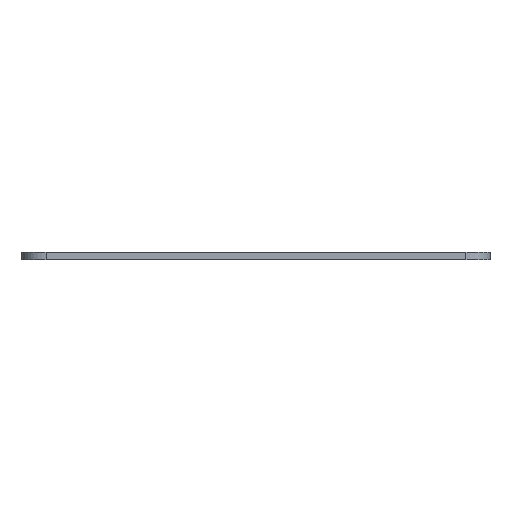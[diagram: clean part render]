
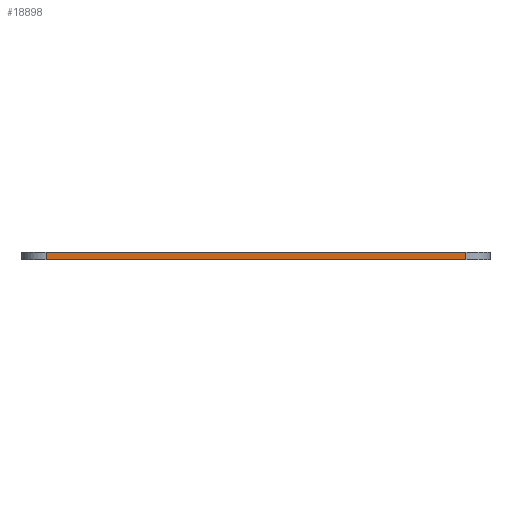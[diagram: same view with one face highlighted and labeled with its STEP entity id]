
A CAD part, front view. The second image highlights one B-rep face of the part: STEP entity #18898.
In plain terms, the highlighted planar face has unit normal (0, -1, 0).
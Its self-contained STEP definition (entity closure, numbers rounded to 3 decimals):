
#3215=FACE_OUTER_BOUND('',#4325,.T.);
#4325=EDGE_LOOP('',(#17582,#17583,#17584,#17585));
#4480=LINE('',#23506,#5918);
#5545=LINE('',#35442,#6983);
#5626=LINE('',#35739,#7064);
#5627=LINE('',#35742,#7065);
#5918=VECTOR('',#19671,10.);
#6983=VECTOR('',#21274,10.);
#7064=VECTOR('',#21509,10.);
#7065=VECTOR('',#21514,10.);
#7387=VERTEX_POINT('',#23503);
#7388=VERTEX_POINT('',#23505);
#8949=VERTEX_POINT('',#35439);
#8950=VERTEX_POINT('',#35441);
#9366=EDGE_CURVE('',#7387,#7388,#4480,.T.);
#11634=EDGE_CURVE('',#8949,#8950,#5545,.T.);
#11784=EDGE_CURVE('',#8950,#7387,#5626,.T.);
#11785=EDGE_CURVE('',#7388,#8949,#5627,.T.);
#17582=ORIENTED_EDGE('',*,*,#11784,.F.);
#17583=ORIENTED_EDGE('',*,*,#11634,.F.);
#17584=ORIENTED_EDGE('',*,*,#11785,.F.);
#17585=ORIENTED_EDGE('',*,*,#9366,.F.);
#17893=PLANE('',#19436);
#18898=ADVANCED_FACE('',(#3215),#17893,.T.);
#19436=AXIS2_PLACEMENT_3D('',#36015,#21923,#21924);
#19671=DIRECTION('',(1.,0.,0.));
#21274=DIRECTION('',(-1.,0.,0.));
#21509=DIRECTION('',(0.,0.,1.));
#21514=DIRECTION('',(0.,0.,-1.));
#21923=DIRECTION('center_axis',(0.,-1.,0.));
#21924=DIRECTION('ref_axis',(1.,0.,0.));
#23503=CARTESIAN_POINT('',(98.71,-156.555,1.5));
#23505=CARTESIAN_POINT('',(186.135,-156.555,1.5));
#23506=CARTESIAN_POINT('',(191.135,-156.555,1.5));
#35439=CARTESIAN_POINT('',(186.135,-156.555,0.));
#35441=CARTESIAN_POINT('',(98.71,-156.555,0.));
#35442=CARTESIAN_POINT('',(191.135,-156.555,0.));
#35739=CARTESIAN_POINT('',(98.71,-156.555,0.));
#35742=CARTESIAN_POINT('',(186.135,-156.555,0.));
#36015=CARTESIAN_POINT('Origin',(93.71,-156.555,0.));
